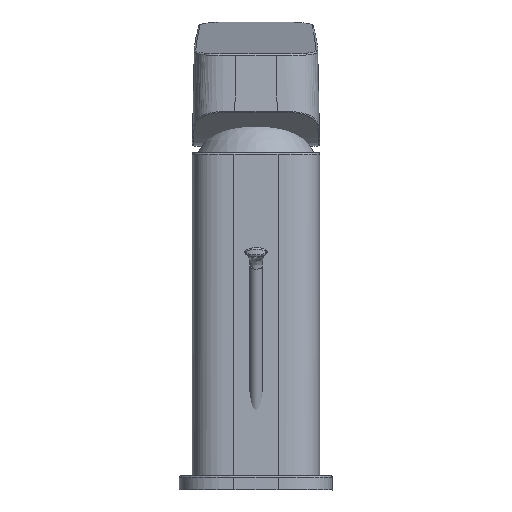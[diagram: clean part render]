
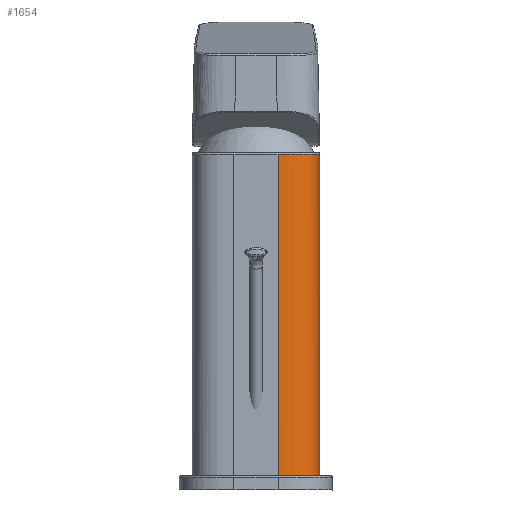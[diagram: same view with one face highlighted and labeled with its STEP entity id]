
A CAD part, left-side view. The second image highlights one B-rep face of the part: STEP entity #1654.
In plain terms, the highlighted free-form (B-spline) face has degree [3, 1] with [9, 2] control points.
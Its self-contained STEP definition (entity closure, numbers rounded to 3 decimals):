
#105=LINE('',#6003,#115);
#115=VECTOR('',#2018,1000.);
#235=B_SPLINE_SURFACE_WITH_KNOTS('',3,1,((#5965,#5966),(#5967,#5968),(#5969,
#5970),(#5971,#5972),(#5973,#5974),(#5975,#5976),(#5977,#5978),(#5979,#5980),
(#5981,#5982)),.SURF_OF_LINEAR_EXTRUSION.,.F.,.F.,.F.,(4,1,1,1,1,1,4),(2,
2),(0.,0.005,0.008,0.011,0.014,
0.016,0.022),(0.,1.),.UNSPECIFIED.);
#312=ORIENTED_EDGE('',*,*,#765,.T.);
#313=ORIENTED_EDGE('',*,*,#766,.T.);
#314=ORIENTED_EDGE('',*,*,#742,.T.);
#315=ORIENTED_EDGE('',*,*,#767,.T.);
#742=EDGE_CURVE('',#976,#975,#1147,.T.);
#765=EDGE_CURVE('',#993,#994,#1169,.F.);
#766=EDGE_CURVE('',#994,#976,#1170,.F.);
#767=EDGE_CURVE('',#975,#993,#105,.T.);
#975=VERTEX_POINT('',#5281);
#976=VERTEX_POINT('',#5291);
#993=VERTEX_POINT('',#5997);
#994=VERTEX_POINT('',#5998);
#1147=B_SPLINE_CURVE_WITH_KNOTS('',3,(#5282,#5283,#5284,#5285,#5286,#5287,
#5288,#5289,#5290),.UNSPECIFIED.,.F.,.F.,(4,1,1,1,1,1,4),(0.,0.25,0.375,
0.5,0.625,0.75,1.),.UNSPECIFIED.);
#1169=B_SPLINE_CURVE_WITH_KNOTS('',3,(#5983,#5984,#5985,#5986,#5987,#5988,
#5989,#5990,#5991,#5992,#5993,#5994,#5995,#5996),.UNSPECIFIED.,.F.,.F.,
(4,1,1,1,1,1,1,1,1,1,1,4),(0.,0.003,0.005,
0.007,0.008,0.009,0.011,
0.012,0.014,0.016,0.019,
0.022),.UNSPECIFIED.);
#1170=B_SPLINE_CURVE_WITH_KNOTS('',3,(#5999,#6000,#6001,#6002),
 .UNSPECIFIED.,.F.,.F.,(4,4),(0.,1.),.UNSPECIFIED.);
#1287=EDGE_LOOP('',(#312,#313,#314,#315));
#1458=FACE_BOUND('',#1287,.T.);
#1654=ADVANCED_FACE('',(#1458),#235,.T.);
#2018=DIRECTION('',(0.,0.,-1.));
#5281=CARTESIAN_POINT('',(6.893,-19.987,100.639));
#5282=CARTESIAN_POINT('',(19.986,-6.893,100.639));
#5283=CARTESIAN_POINT('',(19.979,-8.708,100.639));
#5284=CARTESIAN_POINT('',(19.944,-11.449,100.639));
#5285=CARTESIAN_POINT('',(18.782,-14.93,100.639));
#5286=CARTESIAN_POINT('',(17.191,-17.176,100.639));
#5287=CARTESIAN_POINT('',(14.937,-18.78,100.639));
#5288=CARTESIAN_POINT('',(11.453,-19.944,100.639));
#5289=CARTESIAN_POINT('',(8.713,-19.979,100.639));
#5290=CARTESIAN_POINT('',(6.893,-19.987,100.639));
#5291=CARTESIAN_POINT('',(19.986,-6.893,100.639));
#5965=CARTESIAN_POINT('',(19.986,-6.893,100.639));
#5966=CARTESIAN_POINT('',(19.986,-6.893,0.));
#5967=CARTESIAN_POINT('',(19.979,-8.708,100.639));
#5968=CARTESIAN_POINT('',(19.979,-8.708,0.));
#5969=CARTESIAN_POINT('',(19.944,-11.449,100.639));
#5970=CARTESIAN_POINT('',(19.944,-11.449,0.));
#5971=CARTESIAN_POINT('',(18.782,-14.93,100.639));
#5972=CARTESIAN_POINT('',(18.782,-14.93,0.));
#5973=CARTESIAN_POINT('',(17.191,-17.176,100.639));
#5974=CARTESIAN_POINT('',(17.191,-17.176,0.));
#5975=CARTESIAN_POINT('',(14.937,-18.78,100.639));
#5976=CARTESIAN_POINT('',(14.937,-18.78,0.));
#5977=CARTESIAN_POINT('',(11.453,-19.944,100.639));
#5978=CARTESIAN_POINT('',(11.453,-19.944,0.));
#5979=CARTESIAN_POINT('',(8.713,-19.979,100.639));
#5980=CARTESIAN_POINT('',(8.713,-19.979,0.));
#5981=CARTESIAN_POINT('',(6.893,-19.987,100.639));
#5982=CARTESIAN_POINT('',(6.893,-19.987,0.));
#5983=CARTESIAN_POINT('',(19.986,-6.893,0.));
#5984=CARTESIAN_POINT('',(19.983,-7.801,0.));
#5985=CARTESIAN_POINT('',(19.971,-9.613,0.));
#5986=CARTESIAN_POINT('',(19.706,-11.868,0.));
#5987=CARTESIAN_POINT('',(19.216,-13.629,0.));
#5988=CARTESIAN_POINT('',(18.694,-14.88,0.));
#5989=CARTESIAN_POINT('',(17.981,-16.064,0.));
#5990=CARTESIAN_POINT('',(17.111,-17.092,0.));
#5991=CARTESIAN_POINT('',(16.061,-17.983,0.));
#5992=CARTESIAN_POINT('',(14.504,-18.922,0.));
#5993=CARTESIAN_POINT('',(12.323,-19.653,0.));
#5994=CARTESIAN_POINT('',(9.63,-19.971,0.));
#5995=CARTESIAN_POINT('',(7.803,-19.983,0.));
#5996=CARTESIAN_POINT('',(6.893,-19.987,0.));
#5997=CARTESIAN_POINT('',(6.893,-19.987,0.));
#5998=CARTESIAN_POINT('',(19.986,-6.893,0.));
#5999=CARTESIAN_POINT('',(19.987,-6.893,100.639));
#6000=CARTESIAN_POINT('',(19.987,-6.893,67.093));
#6001=CARTESIAN_POINT('',(19.987,-6.893,33.546));
#6002=CARTESIAN_POINT('',(19.987,-6.893,0.));
#6003=CARTESIAN_POINT('',(6.893,-19.987,50.752));
